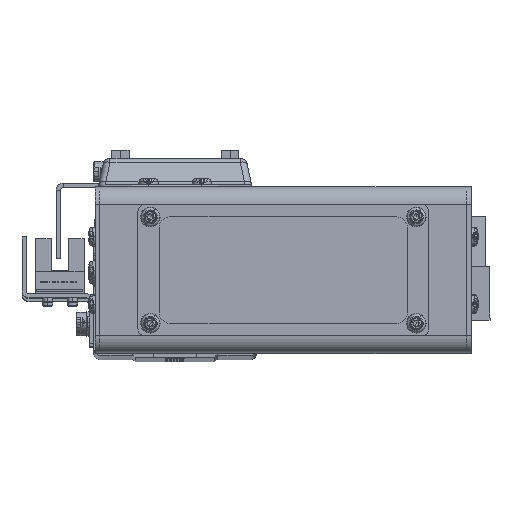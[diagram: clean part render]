
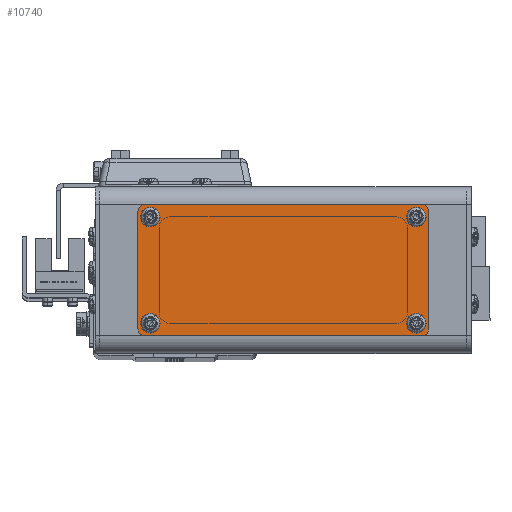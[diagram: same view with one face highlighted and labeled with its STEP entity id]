
A CAD part, top view. The second image highlights one B-rep face of the part: STEP entity #10740.
In plain terms, the highlighted face is planar.
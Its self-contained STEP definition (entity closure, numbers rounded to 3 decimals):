
#305 = VERTEX_POINT ( 'NONE', #70628 ) ;
#337 = LINE ( 'NONE', #65487, #29198 ) ;
#788 = CIRCLE ( 'NONE', #73857, 1.7 ) ;
#851 = EDGE_CURVE ( 'NONE', #305, #57687, #64621, .T. ) ;
#1136 = CARTESIAN_POINT ( 'NONE',  ( -39., 37., 0. ) ) ;
#1723 = CIRCLE ( 'NONE', #32014, 1.7 ) ;
#2257 = CARTESIAN_POINT ( 'NONE',  ( 37.5, 33.5, 0. ) ) ;
#3018 = LINE ( 'NONE', #37131, #16572 ) ;
#4516 = EDGE_CURVE ( 'NONE', #26153, #12264, #5372, .T. ) ;
#4751 = DIRECTION ( 'NONE',  ( 0., 0., 1. ) ) ;
#5009 = AXIS2_PLACEMENT_3D ( 'NONE', #42234, #7787, #48047 ) ;
#5372 = CIRCLE ( 'NONE', #48132, 1.7 ) ;
#5683 = DIRECTION ( 'NONE',  ( 0., 0., 1. ) ) ;
#5704 = FACE_BOUND ( 'NONE', #7621, .T. ) ;
#7042 = AXIS2_PLACEMENT_3D ( 'NONE', #2257, #42518, #8069 ) ;
#7621 = EDGE_LOOP ( 'NONE', ( #60222, #10969 ) ) ;
#7630 = CARTESIAN_POINT ( 'NONE',  ( 39.2, 3.5, 0. ) ) ;
#7787 = DIRECTION ( 'NONE',  ( 0., 0., 1. ) ) ;
#8069 = DIRECTION ( 'NONE',  ( 1., 0., 0. ) ) ;
#8699 = VERTEX_POINT ( 'NONE', #31385 ) ;
#10157 = CARTESIAN_POINT ( 'NONE',  ( 37.5, 3.5, 0. ) ) ;
#10257 = EDGE_CURVE ( 'NONE', #45180, #26562, #27400, .T. ) ;
#10292 = VECTOR ( 'NONE', #40984, 1000. ) ;
#10387 = CARTESIAN_POINT ( 'NONE',  ( -39., 0., 0. ) ) ;
#10704 = VERTEX_POINT ( 'NONE', #19534 ) ;
#10740 = ADVANCED_FACE ( 'NONE', ( #34530, #49816, #65101, #5704, #19235 ), #65533, .F. ) ;
#10969 = ORIENTED_EDGE ( 'NONE', *, *, #36767, .T. ) ;
#11611 = CARTESIAN_POINT ( 'NONE',  ( 37.5, 3.5, 0. ) ) ;
#11893 = ORIENTED_EDGE ( 'NONE', *, *, #22379, .F. ) ;
#12208 = CARTESIAN_POINT ( 'NONE',  ( -37.5, 3.5, 0. ) ) ;
#12264 = VERTEX_POINT ( 'NONE', #31141 ) ;
#13641 = VERTEX_POINT ( 'NONE', #62026 ) ;
#15325 = CIRCLE ( 'NONE', #17783, 1.7 ) ;
#15336 = EDGE_CURVE ( 'NONE', #15637, #305, #337, .T. ) ;
#15374 = ORIENTED_EDGE ( 'NONE', *, *, #15336, .F. ) ;
#15431 = ORIENTED_EDGE ( 'NONE', *, *, #37536, .F. ) ;
#15637 = VERTEX_POINT ( 'NONE', #10387 ) ;
#15943 = DIRECTION ( 'NONE',  ( 1., 0., 0. ) ) ;
#16258 = ORIENTED_EDGE ( 'NONE', *, *, #45373, .T. ) ;
#16572 = VECTOR ( 'NONE', #60324, 1000. ) ;
#17213 = DIRECTION ( 'NONE',  ( 0., 0., 1. ) ) ;
#17375 = CIRCLE ( 'NONE', #18926, 1.7 ) ;
#17425 = DIRECTION ( 'NONE',  ( 1., 0., 0. ) ) ;
#17581 = DIRECTION ( 'NONE',  ( 0., 0., 1. ) ) ;
#17783 = AXIS2_PLACEMENT_3D ( 'NONE', #11611, #51864, #17425 ) ;
#18024 = DIRECTION ( 'NONE',  ( 1., 0., 0. ) ) ;
#18573 = CIRCLE ( 'NONE', #51620, 2. ) ;
#18926 = AXIS2_PLACEMENT_3D ( 'NONE', #10157, #50409, #15943 ) ;
#19235 = FACE_BOUND ( 'NONE', #57010, .T. ) ;
#19534 = CARTESIAN_POINT ( 'NONE',  ( 41., 35., 0. ) ) ;
#22379 = EDGE_CURVE ( 'NONE', #13641, #64210, #40872, .T. ) ;
#22509 = AXIS2_PLACEMENT_3D ( 'NONE', #29551, #69746, #35336 ) ;
#24497 = EDGE_LOOP ( 'NONE', ( #53559, #44535 ) ) ;
#24935 = AXIS2_PLACEMENT_3D ( 'NONE', #31127, #71319, #36862 ) ;
#25005 = CIRCLE ( 'NONE', #31710, 2. ) ;
#26153 = VERTEX_POINT ( 'NONE', #74527 ) ;
#26522 = CARTESIAN_POINT ( 'NONE',  ( -37.5, 33.5, 0. ) ) ;
#26562 = VERTEX_POINT ( 'NONE', #48619 ) ;
#27082 = VERTEX_POINT ( 'NONE', #29713 ) ;
#27400 = CIRCLE ( 'NONE', #7042, 1.7 ) ;
#27793 = ORIENTED_EDGE ( 'NONE', *, *, #38906, .F. ) ;
#28150 = DIRECTION ( 'NONE',  ( 0., 0., 1. ) ) ;
#29198 = VECTOR ( 'NONE', #48394, 1000. ) ;
#29551 = CARTESIAN_POINT ( 'NONE',  ( 39., 2., 0. ) ) ;
#29713 = CARTESIAN_POINT ( 'NONE',  ( -39.2, 3.5, 0. ) ) ;
#30864 = VERTEX_POINT ( 'NONE', #7630 ) ;
#31127 = CARTESIAN_POINT ( 'NONE',  ( 39., 35., 0. ) ) ;
#31141 = CARTESIAN_POINT ( 'NONE',  ( -35.8, 33.5, 0. ) ) ;
#31385 = CARTESIAN_POINT ( 'NONE',  ( -41., 2., 0. ) ) ;
#31613 = EDGE_LOOP ( 'NONE', ( #39315, #15431, #59990, #15374, #27793, #49158, #55930, #11893 ) ) ;
#31710 = AXIS2_PLACEMENT_3D ( 'NONE', #52038, #17581, #57852 ) ;
#32014 = AXIS2_PLACEMENT_3D ( 'NONE', #12208, #52499, #18024 ) ;
#32310 = DIRECTION ( 'NONE',  ( 1., 0., 0. ) ) ;
#32850 = CARTESIAN_POINT ( 'NONE',  ( -41., 35., 0. ) ) ;
#34105 = VERTEX_POINT ( 'NONE', #32850 ) ;
#34530 = FACE_BOUND ( 'NONE', #51019, .T. ) ;
#35013 = EDGE_CURVE ( 'NONE', #10704, #13641, #25005, .T. ) ;
#35225 = CARTESIAN_POINT ( 'NONE',  ( 39., 37., 0. ) ) ;
#35336 = DIRECTION ( 'NONE',  ( 1., 0., 0. ) ) ;
#35372 = CARTESIAN_POINT ( 'NONE',  ( -35.8, 3.5, 0. ) ) ;
#36767 = EDGE_CURVE ( 'NONE', #30864, #65717, #15325, .T. ) ;
#36804 = LINE ( 'NONE', #72290, #69191 ) ;
#36862 = DIRECTION ( 'NONE',  ( 1., 0., 0. ) ) ;
#37131 = CARTESIAN_POINT ( 'NONE',  ( -41., 35., 0. ) ) ;
#37536 = EDGE_CURVE ( 'NONE', #57687, #10704, #36804, .T. ) ;
#37858 = DIRECTION ( 'NONE',  ( 0., 1., 0. ) ) ;
#38906 = EDGE_CURVE ( 'NONE', #8699, #15637, #18573, .T. ) ;
#39185 = CARTESIAN_POINT ( 'NONE',  ( -37.5, 33.5, 0. ) ) ;
#39315 = ORIENTED_EDGE ( 'NONE', *, *, #35013, .F. ) ;
#40123 = CARTESIAN_POINT ( 'NONE',  ( -37.5, 3.5, 0. ) ) ;
#40742 = EDGE_CURVE ( 'NONE', #34105, #8699, #3018, .T. ) ;
#40872 = LINE ( 'NONE', #35225, #10292 ) ;
#40984 = DIRECTION ( 'NONE',  ( -1., 0., 0. ) ) ;
#42234 = CARTESIAN_POINT ( 'NONE',  ( -39., 35., 0. ) ) ;
#42518 = DIRECTION ( 'NONE',  ( 0., 0., 1. ) ) ;
#43231 = CARTESIAN_POINT ( 'NONE',  ( 35.8, 33.5, 0. ) ) ;
#44535 = ORIENTED_EDGE ( 'NONE', *, *, #56024, .T. ) ;
#44978 = DIRECTION ( 'NONE',  ( 1., 0., 0. ) ) ;
#45180 = VERTEX_POINT ( 'NONE', #43231 ) ;
#45373 = EDGE_CURVE ( 'NONE', #12264, #26153, #788, .T. ) ;
#45913 = DIRECTION ( 'NONE',  ( 1., 0., 0. ) ) ;
#48047 = DIRECTION ( 'NONE',  ( 1., 0., 0. ) ) ;
#48132 = AXIS2_PLACEMENT_3D ( 'NONE', #26522, #66731, #32310 ) ;
#48394 = DIRECTION ( 'NONE',  ( 1., 0., 0. ) ) ;
#48619 = CARTESIAN_POINT ( 'NONE',  ( 39.2, 33.5, 0. ) ) ;
#49158 = ORIENTED_EDGE ( 'NONE', *, *, #40742, .F. ) ;
#49403 = ORIENTED_EDGE ( 'NONE', *, *, #4516, .T. ) ;
#49816 = FACE_BOUND ( 'NONE', #24497, .T. ) ;
#49857 = AXIS2_PLACEMENT_3D ( 'NONE', #51661, #17213, #57458 ) ;
#50371 = ORIENTED_EDGE ( 'NONE', *, *, #10257, .T. ) ;
#50409 = DIRECTION ( 'NONE',  ( 0., 0., 1. ) ) ;
#50950 = CIRCLE ( 'NONE', #5009, 2. ) ;
#51019 = EDGE_LOOP ( 'NONE', ( #49403, #16258 ) ) ;
#51620 = AXIS2_PLACEMENT_3D ( 'NONE', #62566, #28150, #68322 ) ;
#51661 = CARTESIAN_POINT ( 'NONE',  ( 37.5, 33.5, 0. ) ) ;
#51864 = DIRECTION ( 'NONE',  ( 0., 0., 1. ) ) ;
#52038 = CARTESIAN_POINT ( 'NONE',  ( 39., 35., 0. ) ) ;
#52499 = DIRECTION ( 'NONE',  ( 0., 0., 1. ) ) ;
#53559 = ORIENTED_EDGE ( 'NONE', *, *, #59040, .T. ) ;
#55930 = ORIENTED_EDGE ( 'NONE', *, *, #70566, .F. ) ;
#56024 = EDGE_CURVE ( 'NONE', #60494, #27082, #67764, .T. ) ;
#56435 = EDGE_CURVE ( 'NONE', #65717, #30864, #17375, .T. ) ;
#56498 = AXIS2_PLACEMENT_3D ( 'NONE', #40123, #5683, #45913 ) ;
#57010 = EDGE_LOOP ( 'NONE', ( #50371, #74134 ) ) ;
#57458 = DIRECTION ( 'NONE',  ( 1., 0., 0. ) ) ;
#57687 = VERTEX_POINT ( 'NONE', #66347 ) ;
#57852 = DIRECTION ( 'NONE',  ( 1., 0., 0. ) ) ;
#59040 = EDGE_CURVE ( 'NONE', #27082, #60494, #1723, .T. ) ;
#59401 = EDGE_CURVE ( 'NONE', #26562, #45180, #62032, .T. ) ;
#59990 = ORIENTED_EDGE ( 'NONE', *, *, #851, .F. ) ;
#60222 = ORIENTED_EDGE ( 'NONE', *, *, #56435, .T. ) ;
#60324 = DIRECTION ( 'NONE',  ( 0., -1., 0. ) ) ;
#60494 = VERTEX_POINT ( 'NONE', #35372 ) ;
#62026 = CARTESIAN_POINT ( 'NONE',  ( 39., 37., 0. ) ) ;
#62032 = CIRCLE ( 'NONE', #49857, 1.7 ) ;
#62566 = CARTESIAN_POINT ( 'NONE',  ( -39., 2., 0. ) ) ;
#64210 = VERTEX_POINT ( 'NONE', #1136 ) ;
#64621 = CIRCLE ( 'NONE', #22509, 2. ) ;
#65101 = FACE_OUTER_BOUND ( 'NONE', #31613, .T. ) ;
#65487 = CARTESIAN_POINT ( 'NONE',  ( -39., 0., 0. ) ) ;
#65533 = PLANE ( 'NONE',  #24935 ) ;
#65717 = VERTEX_POINT ( 'NONE', #67069 ) ;
#66347 = CARTESIAN_POINT ( 'NONE',  ( 41., 2., 0. ) ) ;
#66731 = DIRECTION ( 'NONE',  ( 0., 0., 1. ) ) ;
#67069 = CARTESIAN_POINT ( 'NONE',  ( 35.8, 3.5, 0. ) ) ;
#67764 = CIRCLE ( 'NONE', #56498, 1.7 ) ;
#68322 = DIRECTION ( 'NONE',  ( 1., 0., 0. ) ) ;
#69191 = VECTOR ( 'NONE', #37858, 1000. ) ;
#69746 = DIRECTION ( 'NONE',  ( 0., 0., 1. ) ) ;
#70566 = EDGE_CURVE ( 'NONE', #64210, #34105, #50950, .T. ) ;
#70628 = CARTESIAN_POINT ( 'NONE',  ( 39., 0., 0. ) ) ;
#71319 = DIRECTION ( 'NONE',  ( 0., 0., 1. ) ) ;
#72290 = CARTESIAN_POINT ( 'NONE',  ( 41., 2., 0. ) ) ;
#73857 = AXIS2_PLACEMENT_3D ( 'NONE', #39185, #4751, #44978 ) ;
#74134 = ORIENTED_EDGE ( 'NONE', *, *, #59401, .T. ) ;
#74527 = CARTESIAN_POINT ( 'NONE',  ( -39.2, 33.5, 0. ) ) ;
